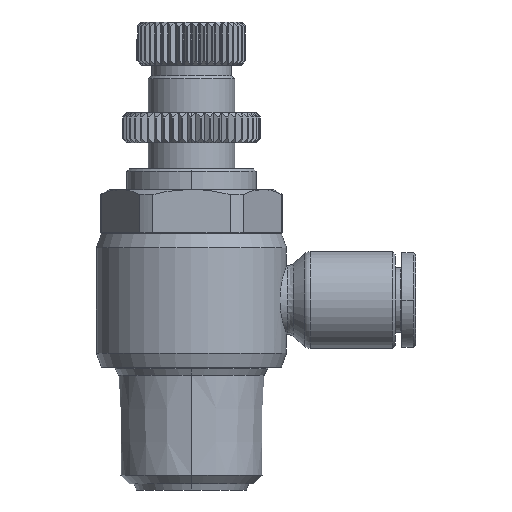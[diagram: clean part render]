
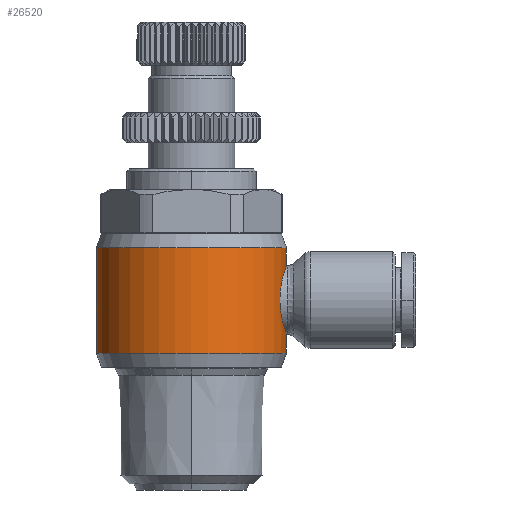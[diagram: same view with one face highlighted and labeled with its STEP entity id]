
A CAD part, front view. The second image highlights one B-rep face of the part: STEP entity #26520.
In plain terms, the highlighted cylindrical face has radius 11 mm (diameter 22 mm), a partial arc.
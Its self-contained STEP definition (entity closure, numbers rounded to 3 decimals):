
#225=CARTESIAN_POINT('',(-8.,0.,4.));
#226=VERTEX_POINT('',#225);
#242=CARTESIAN_POINT('',(-8.,0.,-4.));
#243=VERTEX_POINT('',#242);
#405=CARTESIAN_POINT('',(-8.,0.,6.052));
#406=VERTEX_POINT('',#405);
#415=CARTESIAN_POINT('',(14.,0.,6.052));
#416=VERTEX_POINT('',#415);
#449=CARTESIAN_POINT('',(-8.,0.,-6.152));
#450=VERTEX_POINT('',#449);
#466=CARTESIAN_POINT('',(14.0,0.,-6.152));
#467=VERTEX_POINT('',#466);
#489=CARTESIAN_POINT('',(-8.,0.,-6.152));
#490=DIRECTION('',(0.0,0.0,1.0));
#491=VECTOR('',#490,2.152);
#492=LINE('',#489,#491);
#493=EDGE_CURVE('',#450,#243,#492,.T.);
#496=CARTESIAN_POINT('',(14.,0.,6.052));
#497=DIRECTION('',(0.0,0.0,-1.0));
#498=VECTOR('',#497,12.203);
#499=LINE('',#496,#498);
#500=EDGE_CURVE('',#416,#467,#499,.T.);
#503=CARTESIAN_POINT('',(-8.,0.,4.));
#504=DIRECTION('',(0.0,0.0,1.0));
#505=VECTOR('',#504,2.052);
#506=LINE('',#503,#505);
#507=EDGE_CURVE('',#226,#406,#506,.T.);
#26452=CARTESIAN_POINT('',(3.,0.,-0.05));
#26453=DIRECTION('',(0.,0.,1.0));
#26454=DIRECTION('',(-1.0,0.0,0.0));
#26455=AXIS2_PLACEMENT_3D('',#26452,#26453,#26454);
#26456=CYLINDRICAL_SURFACE('',#26455,11.0);
#26457=ORIENTED_EDGE('',*,*,#493,.T.);
#26458=CARTESIAN_POINT('',(-7.247,4.,0.));
#26459=VERTEX_POINT('',#26458);
#26460=CARTESIAN_POINT('',(-7.247,4.,0.));
#26461=CARTESIAN_POINT('',(-7.247,4.,-0.254));
#26462=CARTESIAN_POINT('',(-7.257,3.975,-0.515));
#26463=CARTESIAN_POINT('',(-7.296,3.873,-1.034));
#26464=CARTESIAN_POINT('',(-7.325,3.795,-1.291));
#26465=CARTESIAN_POINT('',(-7.398,3.59,-1.783));
#26466=CARTESIAN_POINT('',(-7.442,3.463,-2.018));
#26467=CARTESIAN_POINT('',(-7.534,3.171,-2.453));
#26468=CARTESIAN_POINT('',(-7.583,3.005,-2.652));
#26469=CARTESIAN_POINT('',(-7.677,2.652,-3.005));
#26470=CARTESIAN_POINT('',(-7.725,2.453,-3.17));
#26471=CARTESIAN_POINT('',(-7.815,2.019,-3.463));
#26472=CARTESIAN_POINT('',(-7.857,1.783,-3.59));
#26473=CARTESIAN_POINT('',(-7.927,1.291,-3.795));
#26474=CARTESIAN_POINT('',(-7.954,1.034,-3.873));
#26475=CARTESIAN_POINT('',(-7.991,0.515,-3.975));
#26476=CARTESIAN_POINT('',(-8.,0.254,-4.));
#26477=CARTESIAN_POINT('',(-8.,0.,-4.));
#26478=B_SPLINE_CURVE_WITH_KNOTS('',3,(#26460,#26461,#26462,#26463,#26464,#26465,#26466,#26467,#26468,#26469,#26470,#26471,#26472,#26473,#26474,#26475,#26476,#26477),.UNSPECIFIED.,.F.,.U.,(4,2,2,2,2,2,2,2,4),(0.0,0.761,1.522,2.284,3.045,3.806,4.566,5.327,6.088),.UNSPECIFIED.);
#26479=EDGE_CURVE('',#26459,#243,#26478,.T.);
#26480=ORIENTED_EDGE('',*,*,#26479,.F.);
#26481=CARTESIAN_POINT('',(-8.,0.,4.));
#26482=CARTESIAN_POINT('',(-8.,0.254,4.));
#26483=CARTESIAN_POINT('',(-7.991,0.515,3.975));
#26484=CARTESIAN_POINT('',(-7.954,1.034,3.873));
#26485=CARTESIAN_POINT('',(-7.927,1.291,3.795));
#26486=CARTESIAN_POINT('',(-7.857,1.783,3.59));
#26487=CARTESIAN_POINT('',(-7.815,2.019,3.463));
#26488=CARTESIAN_POINT('',(-7.725,2.453,3.17));
#26489=CARTESIAN_POINT('',(-7.677,2.652,3.005));
#26490=CARTESIAN_POINT('',(-7.583,3.005,2.652));
#26491=CARTESIAN_POINT('',(-7.534,3.171,2.453));
#26492=CARTESIAN_POINT('',(-7.442,3.463,2.018));
#26493=CARTESIAN_POINT('',(-7.398,3.59,1.783));
#26494=CARTESIAN_POINT('',(-7.325,3.795,1.291));
#26495=CARTESIAN_POINT('',(-7.296,3.873,1.034));
#26496=CARTESIAN_POINT('',(-7.257,3.975,0.515));
#26497=CARTESIAN_POINT('',(-7.247,4.,0.254));
#26498=CARTESIAN_POINT('',(-7.247,4.,0.));
#26499=B_SPLINE_CURVE_WITH_KNOTS('',3,(#26481,#26482,#26483,#26484,#26485,#26486,#26487,#26488,#26489,#26490,#26491,#26492,#26493,#26494,#26495,#26496,#26497,#26498),.UNSPECIFIED.,.F.,.U.,(4,2,2,2,2,2,2,2,4),(18.264,19.024,19.785,20.546,21.307,22.068,22.829,23.59,24.352),.UNSPECIFIED.);
#26500=EDGE_CURVE('',#226,#26459,#26499,.T.);
#26501=ORIENTED_EDGE('',*,*,#26500,.F.);
#26502=ORIENTED_EDGE('',*,*,#507,.T.);
#26503=CARTESIAN_POINT('',(3.,0.,6.052));
#26504=DIRECTION('',(0.0,0.0,1.0));
#26505=DIRECTION('',(-1.0,0.0,0.0));
#26506=AXIS2_PLACEMENT_3D('',#26503,#26504,#26505);
#26507=CIRCLE('',#26506,11.0);
#26508=EDGE_CURVE('',#416,#406,#26507,.T.);
#26509=ORIENTED_EDGE('',*,*,#26508,.F.);
#26510=ORIENTED_EDGE('',*,*,#500,.T.);
#26511=CARTESIAN_POINT('',(3.,0.,-6.152));
#26512=DIRECTION('',(0.0,0.0,1.0));
#26513=DIRECTION('',(-1.0,0.0,0.0));
#26514=AXIS2_PLACEMENT_3D('',#26511,#26512,#26513);
#26515=CIRCLE('',#26514,11.);
#26516=EDGE_CURVE('',#467,#450,#26515,.T.);
#26517=ORIENTED_EDGE('',*,*,#26516,.T.);
#26518=EDGE_LOOP('',(#26457,#26480,#26501,#26502,#26509,#26510,#26517));
#26519=FACE_OUTER_BOUND('',#26518,.T.);
#26520=ADVANCED_FACE('',(#26519),#26456,.T.);
